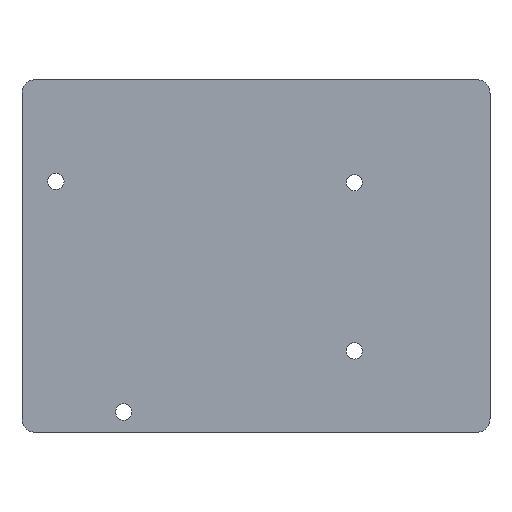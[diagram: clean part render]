
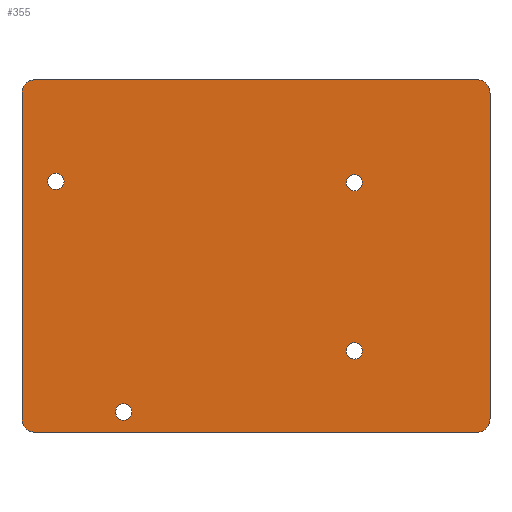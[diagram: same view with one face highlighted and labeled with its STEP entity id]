
A CAD part, left-side view. The second image highlights one B-rep face of the part: STEP entity #355.
In plain terms, the highlighted planar face has unit normal (-1, 0, 0).
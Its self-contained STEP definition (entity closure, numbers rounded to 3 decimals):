
#15=FACE_BOUND('',#62,.T.);
#16=FACE_BOUND('',#63,.T.);
#17=FACE_BOUND('',#64,.T.);
#18=FACE_BOUND('',#65,.T.);
#28=PLANE('',#393);
#39=FACE_OUTER_BOUND('',#61,.T.);
#61=EDGE_LOOP('',(#253,#254,#255,#256,#257,#258,#259,#260));
#62=EDGE_LOOP('',(#261));
#63=EDGE_LOOP('',(#262));
#64=EDGE_LOOP('',(#263));
#65=EDGE_LOOP('',(#264));
#95=LINE('',#565,#119);
#98=LINE('',#571,#122);
#99=LINE('',#575,#123);
#100=LINE('',#579,#124);
#119=VECTOR('',#447,10.);
#122=VECTOR('',#452,10.);
#123=VECTOR('',#455,10.);
#124=VECTOR('',#458,10.);
#142=CIRCLE('',#391,2.);
#143=CIRCLE('',#394,2.);
#144=CIRCLE('',#395,2.);
#145=CIRCLE('',#396,2.);
#146=CIRCLE('',#397,1.2);
#147=CIRCLE('',#398,1.2);
#148=CIRCLE('',#399,1.2);
#149=CIRCLE('',#400,1.2);
#167=VERTEX_POINT('',#558);
#168=VERTEX_POINT('',#560);
#169=VERTEX_POINT('',#564);
#171=VERTEX_POINT('',#570);
#172=VERTEX_POINT('',#572);
#173=VERTEX_POINT('',#574);
#174=VERTEX_POINT('',#576);
#175=VERTEX_POINT('',#578);
#176=VERTEX_POINT('',#581);
#177=VERTEX_POINT('',#583);
#178=VERTEX_POINT('',#585);
#179=VERTEX_POINT('',#587);
#199=EDGE_CURVE('',#167,#168,#142,.T.);
#201=EDGE_CURVE('',#168,#169,#95,.T.);
#204=EDGE_CURVE('',#171,#167,#98,.T.);
#205=EDGE_CURVE('',#172,#171,#143,.T.);
#206=EDGE_CURVE('',#173,#172,#99,.T.);
#207=EDGE_CURVE('',#174,#173,#144,.T.);
#208=EDGE_CURVE('',#175,#174,#100,.T.);
#209=EDGE_CURVE('',#169,#175,#145,.T.);
#210=EDGE_CURVE('',#176,#176,#146,.T.);
#211=EDGE_CURVE('',#177,#177,#147,.T.);
#212=EDGE_CURVE('',#178,#178,#148,.T.);
#213=EDGE_CURVE('',#179,#179,#149,.T.);
#253=ORIENTED_EDGE('',*,*,#199,.F.);
#254=ORIENTED_EDGE('',*,*,#204,.F.);
#255=ORIENTED_EDGE('',*,*,#205,.F.);
#256=ORIENTED_EDGE('',*,*,#206,.F.);
#257=ORIENTED_EDGE('',*,*,#207,.F.);
#258=ORIENTED_EDGE('',*,*,#208,.F.);
#259=ORIENTED_EDGE('',*,*,#209,.F.);
#260=ORIENTED_EDGE('',*,*,#201,.F.);
#261=ORIENTED_EDGE('',*,*,#210,.F.);
#262=ORIENTED_EDGE('',*,*,#211,.F.);
#263=ORIENTED_EDGE('',*,*,#212,.F.);
#264=ORIENTED_EDGE('',*,*,#213,.F.);
#355=ADVANCED_FACE('',(#39,#15,#16,#17,#18),#28,.F.);
#391=AXIS2_PLACEMENT_3D('',#561,#442,#443);
#393=AXIS2_PLACEMENT_3D('',#569,#450,#451);
#394=AXIS2_PLACEMENT_3D('',#573,#453,#454);
#395=AXIS2_PLACEMENT_3D('',#577,#456,#457);
#396=AXIS2_PLACEMENT_3D('',#580,#459,#460);
#397=AXIS2_PLACEMENT_3D('',#582,#461,#462);
#398=AXIS2_PLACEMENT_3D('',#584,#463,#464);
#399=AXIS2_PLACEMENT_3D('',#586,#465,#466);
#400=AXIS2_PLACEMENT_3D('',#588,#467,#468);
#442=DIRECTION('center_axis',(1.,0.,0.));
#443=DIRECTION('ref_axis',(0.,0.707,0.707));
#447=DIRECTION('',(0.,-1.,0.));
#450=DIRECTION('center_axis',(1.,0.,0.));
#451=DIRECTION('ref_axis',(0.,0.,-1.));
#452=DIRECTION('',(0.,0.,1.));
#453=DIRECTION('center_axis',(1.,0.,0.));
#454=DIRECTION('ref_axis',(0.,0.707,-0.707));
#455=DIRECTION('',(0.,1.,0.));
#456=DIRECTION('center_axis',(1.,0.,0.));
#457=DIRECTION('ref_axis',(0.,-0.707,-0.707));
#458=DIRECTION('',(0.,0.,-1.));
#459=DIRECTION('center_axis',(1.,0.,0.));
#460=DIRECTION('ref_axis',(0.,-0.707,0.707));
#461=DIRECTION('center_axis',(-1.,0.,0.));
#462=DIRECTION('ref_axis',(0.,0.,-1.));
#463=DIRECTION('center_axis',(-1.,0.,0.));
#464=DIRECTION('ref_axis',(0.,0.,-1.));
#465=DIRECTION('center_axis',(-1.,0.,0.));
#466=DIRECTION('ref_axis',(0.,0.,-1.));
#467=DIRECTION('center_axis',(-1.,0.,0.));
#468=DIRECTION('ref_axis',(0.,0.,-1.));
#558=CARTESIAN_POINT('',(0.,69.,-2.));
#560=CARTESIAN_POINT('',(0.,67.,0.));
#561=CARTESIAN_POINT('Origin',(0.,67.,-2.));
#564=CARTESIAN_POINT('',(0.,2.,0.));
#565=CARTESIAN_POINT('',(0.,69.,0.));
#569=CARTESIAN_POINT('Origin',(0.,34.5,-26.));
#570=CARTESIAN_POINT('',(0.,69.,-50.));
#571=CARTESIAN_POINT('',(0.,69.,-52.));
#572=CARTESIAN_POINT('',(0.,67.,-52.));
#573=CARTESIAN_POINT('Origin',(0.,67.,-50.));
#574=CARTESIAN_POINT('',(0.,2.,-52.));
#575=CARTESIAN_POINT('',(0.,0.,-52.));
#576=CARTESIAN_POINT('',(0.,0.,-50.));
#577=CARTESIAN_POINT('Origin',(0.,2.,-50.));
#578=CARTESIAN_POINT('',(0.,0.,-2.));
#579=CARTESIAN_POINT('',(0.,0.,0.));
#580=CARTESIAN_POINT('Origin',(0.,2.,-2.));
#581=CARTESIAN_POINT('',(0.,20.,-14.));
#582=CARTESIAN_POINT('Origin',(0.,20.,-15.2));
#583=CARTESIAN_POINT('',(0.,20.,-38.8));
#584=CARTESIAN_POINT('Origin',(0.,20.,-40.));
#585=CARTESIAN_POINT('',(0.,54.,-47.8));
#586=CARTESIAN_POINT('Origin',(0.,54.,-49.));
#587=CARTESIAN_POINT('',(0.,64.,-13.8));
#588=CARTESIAN_POINT('Origin',(0.,64.,-15.));
